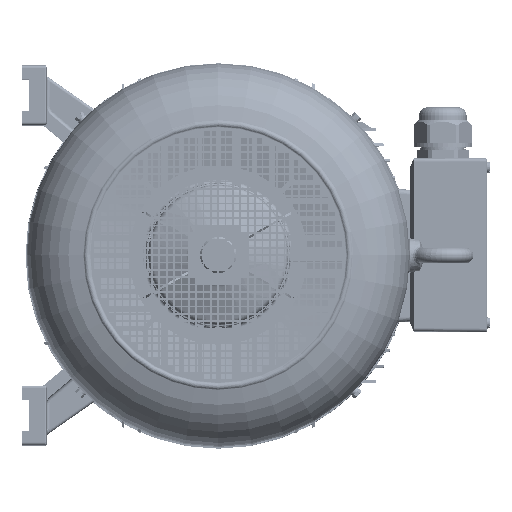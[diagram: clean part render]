
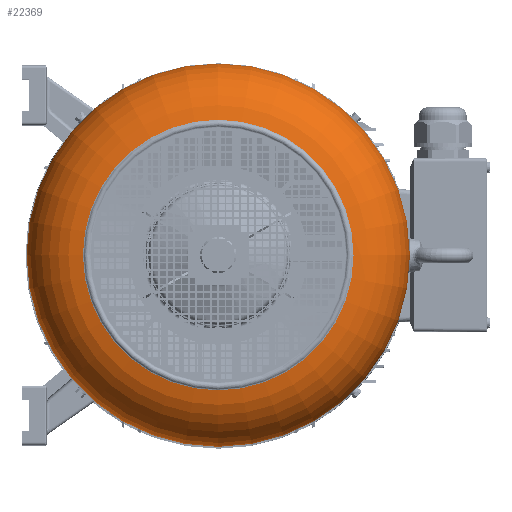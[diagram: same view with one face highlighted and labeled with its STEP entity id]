
A CAD part, top view. The second image highlights one B-rep face of the part: STEP entity #22369.
In plain terms, the highlighted toroidal (fillet/blend) face has major radius 181.5 mm and minor radius 92 mm.
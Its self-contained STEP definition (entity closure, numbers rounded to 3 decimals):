
#4396=TOROIDAL_SURFACE('',#141957,181.5,92.);
#21169=FACE_BOUND('',#38477,.T.);
#21170=FACE_BOUND('',#38478,.T.);
#22369=ADVANCED_FACE('',(#21169,#21170),#4396,.T.);
#38477=EDGE_LOOP('',(#80127));
#38478=EDGE_LOOP('',(#80128));
#80127=ORIENTED_EDGE('',*,*,#127697,.F.);
#80128=ORIENTED_EDGE('',*,*,#127684,.T.);
#115288=VERTEX_POINT('',#200937);
#115301=VERTEX_POINT('',#201018);
#127684=EDGE_CURVE('',#115288,#115288,#138541,.T.);
#127697=EDGE_CURVE('',#115301,#115301,#138548,.T.);
#138541=CIRCLE('',#141948,273.5);
#138548=CIRCLE('',#141956,193.092);
#141948=AXIS2_PLACEMENT_3D('',#200936,#159432,#159433);
#141956=AXIS2_PLACEMENT_3D('',#201017,#159448,#159449);
#141957=AXIS2_PLACEMENT_3D('',#201019,#159450,#159451);
#159432=DIRECTION('',(0.,0.,1.));
#159433=DIRECTION('',(1.,0.,0.));
#159448=DIRECTION('',(0.,0.,1.));
#159449=DIRECTION('',(1.,0.,0.));
#159450=DIRECTION('',(0.,0.,1.));
#159451=DIRECTION('',(1.,0.,0.));
#200936=CARTESIAN_POINT('',(204.672,302.904,748.624));
#200937=CARTESIAN_POINT('',(478.172,302.904,748.624));
#201017=CARTESIAN_POINT('',(204.672,302.904,839.891));
#201018=CARTESIAN_POINT('',(397.764,302.904,839.891));
#201019=CARTESIAN_POINT('',(204.672,302.904,748.624));
